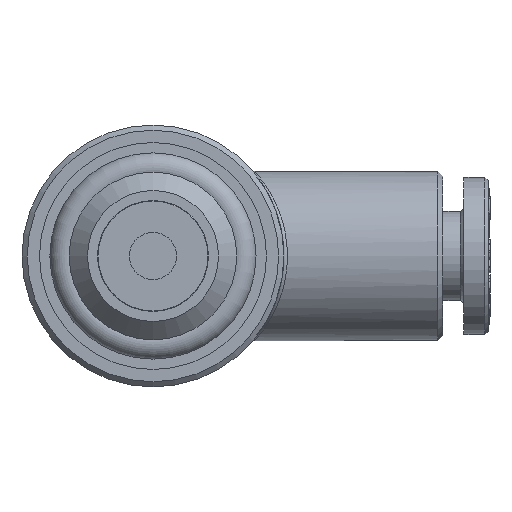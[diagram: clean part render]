
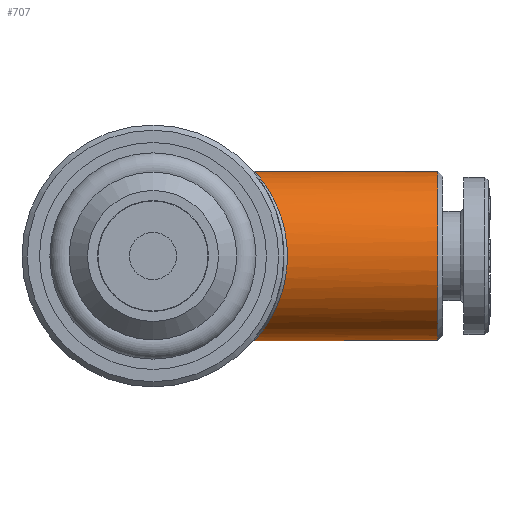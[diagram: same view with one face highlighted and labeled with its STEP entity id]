
A CAD part, front view. The second image highlights one B-rep face of the part: STEP entity #707.
In plain terms, the highlighted cylindrical face has radius 4.85 mm (diameter 9.7 mm), a full revolution.
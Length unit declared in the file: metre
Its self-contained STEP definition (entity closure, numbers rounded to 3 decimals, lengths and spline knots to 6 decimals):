
#707 = ADVANCED_FACE( 'NONE', ( #1482, #1483 ), #1484, .T. );
#1482 = FACE_OUTER_BOUND( '', #4201, .T. );
#1483 = FACE_OUTER_BOUND( '', #4202, .T. );
#1484 = CYLINDRICAL_SURFACE( '', #4203, 0.00485 );
#4201 = EDGE_LOOP( '', ( #6149 ) );
#4202 = EDGE_LOOP( '', ( #6150, #6151, #6152, #6153 ) );
#4203 = AXIS2_PLACEMENT_3D( '', #6154, #6155, #6156 );
#6149 = ORIENTED_EDGE( '', *, *, #6720, .T. );
#6150 = ORIENTED_EDGE( '', *, *, #6994, .T. );
#6151 = ORIENTED_EDGE( '', *, *, #6993, .T. );
#6152 = ORIENTED_EDGE( '', *, *, #6674, .T. );
#6153 = ORIENTED_EDGE( '', *, *, #6673, .T. );
#6154 = CARTESIAN_POINT( '', ( -0.005577, 0.0154, 0. ) );
#6155 = DIRECTION( '', ( -1., 0., 0. ) );
#6156 = DIRECTION( '', ( 0., 0., 1. ) );
#6673 = EDGE_CURVE( 'NONE', #7610, #7608, #7611, .T. );
#6674 = EDGE_CURVE( 'NONE', #7604, #7610, #7612, .T. );
#6720 = EDGE_CURVE( 'NONE', #7688, #7688, #7689, .T. );
#6993 = EDGE_CURVE( 'NONE', #8119, #7604, #8120, .T. );
#6994 = EDGE_CURVE( 'NONE', #7608, #8119, #8121, .T. );
#7604 = VERTEX_POINT( 'NONE', #9365 );
#7608 = VERTEX_POINT( 'NONE', #9395 );
#7610 = VERTEX_POINT( 'NONE', #9397 );
#7611 = B_SPLINE_CURVE_WITH_KNOTS( '', 3, ( #9398, #9399, #9400, #9401, #9402, #9403, #9404, #9405, #9406, #9407, #9408, #9409, #9410, #9411, #9412, #9413, #9414, #9415, #9416, #9417, #9418, #9419, #9420, #9421, #9422, #9423, #9424, #9425, #9426, #9427, #9428, #9429 ), .UNSPECIFIED., .F., .F., ( 4, 1, 1, 1, 1, 1, 1, 1, 1, 1, 1, 1, 1, 1, 1, 1, 1, 1, 1, 1, 1, 1, 1, 1, 1, 1, 1, 1, 1, 4 ), ( 0., 0.012858, 0.025523, 0.038008, 0.050327, 0.062493, 0.092463, 0.124995, 0.153698, 0.187496, 0.203479, 0.249983, 0.312485, 0.374987, 0.439289, 0.499986, 0.560796, 0.624982, 0.687482, 0.749983, 0.781224, 0.812485, 0.844076, 0.87499, 0.907614, 0.937492, 0.953292, 0.968751, 0.982414, 1. ), .UNSPECIFIED. );
#7612 = B_SPLINE_CURVE_WITH_KNOTS( '', 3, ( #9430, #9431, #9432, #9433, #9434 ), .UNSPECIFIED., .F., .F., ( 4, 1, 4 ), ( 0.000138, 0.000169, 0.000199 ), .UNSPECIFIED. );
#7688 = VERTEX_POINT( '', #9669 );
#7689 = CIRCLE( '', #9670, 0.00485 );
#8119 = VERTEX_POINT( 'NONE', #11522 );
#8120 = B_SPLINE_CURVE_WITH_KNOTS( '', 3, ( #11523, #11524, #11525, #11526, #11527, #11528, #11529, #11530, #11531, #11532, #11533, #11534, #11535, #11536, #11537, #11538, #11539, #11540, #11541, #11542, #11543, #11544, #11545, #11546, #11547, #11548, #11549, #11550, #11551, #11552, #11553, #11554 ), .UNSPECIFIED., .F., .F., ( 4, 1, 1, 1, 1, 1, 1, 1, 1, 1, 1, 1, 1, 1, 1, 1, 1, 1, 1, 1, 1, 1, 1, 1, 1, 1, 1, 1, 1, 4 ), ( 0., 0.012665, 0.024565, 0.035712, 0.048989, 0.062498, 0.092469, 0.125, 0.153698, 0.187501, 0.203269, 0.249987, 0.312489, 0.374991, 0.439284, 0.499989, 0.560785, 0.624984, 0.687484, 0.749985, 0.781227, 0.812486, 0.844074, 0.87499, 0.907606, 0.937492, 0.953291, 0.968751, 0.982411, 1. ), .UNSPECIFIED. );
#8121 = B_SPLINE_CURVE_WITH_KNOTS( '', 3, ( #11555, #11556, #11557, #11558, #11559 ), .UNSPECIFIED., .F., .F., ( 4, 1, 4 ), ( 0.016117, 0.016154, 0.016191 ), .UNSPECIFIED. );
#9365 = CARTESIAN_POINT( '', ( 0.005813, 0.01534, -0.00485 ) );
#9395 = CARTESIAN_POINT( '', ( 0.005813, 0.015474, 0.004849 ) );
#9397 = CARTESIAN_POINT( '', ( 0.005813, 0.0154, -0.00485 ) );
#9398 = CARTESIAN_POINT( '', ( 0.005813, 0.0154, -0.00485 ) );
#9399 = CARTESIAN_POINT( '', ( 0.005814, 0.015467, -0.004849 ) );
#9400 = CARTESIAN_POINT( '', ( 0.005817, 0.015601, -0.004848 ) );
#9401 = CARTESIAN_POINT( '', ( 0.005828, 0.015799, -0.004835 ) );
#9402 = CARTESIAN_POINT( '', ( 0.005845, 0.015994, -0.004815 ) );
#9403 = CARTESIAN_POINT( '', ( 0.005869, 0.016184, -0.004787 ) );
#9404 = CARTESIAN_POINT( '', ( 0.005913, 0.016461, -0.004736 ) );
#9405 = CARTESIAN_POINT( '', ( 0.005995, 0.016832, -0.004642 ) );
#9406 = CARTESIAN_POINT( '', ( 0.006124, 0.017266, -0.004485 ) );
#9407 = CARTESIAN_POINT( '', ( 0.006281, 0.017693, -0.004282 ) );
#9408 = CARTESIAN_POINT( '', ( 0.00642, 0.018025, -0.004084 ) );
#9409 = CARTESIAN_POINT( '', ( 0.006603, 0.01841, -0.003813 ) );
#9410 = CARTESIAN_POINT( '', ( 0.006839, 0.018875, -0.003415 ) );
#9411 = CARTESIAN_POINT( '', ( 0.007158, 0.019418, -0.002768 ) );
#9412 = CARTESIAN_POINT( '', ( 0.007453, 0.019882, -0.001935 ) );
#9413 = CARTESIAN_POINT( '', ( 0.007649, 0.020177, -0.00101 ) );
#9414 = CARTESIAN_POINT( '', ( 0.007722, 0.020282, -0.000037 ) );
#9415 = CARTESIAN_POINT( '', ( 0.007659, 0.020192, 0.000939 ) );
#9416 = CARTESIAN_POINT( '', ( 0.007471, 0.01991, 0.00187 ) );
#9417 = CARTESIAN_POINT( '', ( 0.007182, 0.019458, 0.00271 ) );
#9418 = CARTESIAN_POINT( '', ( 0.006894, 0.01897, 0.003307 ) );
#9419 = CARTESIAN_POINT( '', ( 0.006659, 0.018521, 0.003722 ) );
#9420 = CARTESIAN_POINT( '', ( 0.006479, 0.018156, 0.004 ) );
#9421 = CARTESIAN_POINT( '', ( 0.006307, 0.017765, 0.004243 ) );
#9422 = CARTESIAN_POINT( '', ( 0.006149, 0.017341, 0.004453 ) );
#9423 = CARTESIAN_POINT( '', ( 0.006013, 0.0169, 0.00462 ) );
#9424 = CARTESIAN_POINT( '', ( 0.005923, 0.016513, 0.004725 ) );
#9425 = CARTESIAN_POINT( '', ( 0.005871, 0.016203, 0.004785 ) );
#9426 = CARTESIAN_POINT( '', ( 0.005841, 0.015972, 0.004818 ) );
#9427 = CARTESIAN_POINT( '', ( 0.005822, 0.015729, 0.004841 ) );
#9428 = CARTESIAN_POINT( '', ( 0.005817, 0.015566, 0.004847 ) );
#9429 = CARTESIAN_POINT( '', ( 0.005813, 0.015474, 0.004849 ) );
#9430 = CARTESIAN_POINT( '', ( 0.005813, 0.01534, -0.00485 ) );
#9431 = CARTESIAN_POINT( '', ( 0.005813, 0.01535, -0.00485 ) );
#9432 = CARTESIAN_POINT( '', ( 0.005813, 0.01537, -0.00485 ) );
#9433 = CARTESIAN_POINT( '', ( 0.005813, 0.01539, -0.00485 ) );
#9434 = CARTESIAN_POINT( '', ( 0.005813, 0.0154, -0.00485 ) );
#9669 = CARTESIAN_POINT( '', ( 0.0163, 0.0154, 0.00485 ) );
#9670 = AXIS2_PLACEMENT_3D( '', #12412, #12413, #12414 );
#11522 = CARTESIAN_POINT( '', ( 0.005813, 0.0154, 0.00485 ) );
#11523 = CARTESIAN_POINT( '', ( 0.005813, 0.0154, 0.00485 ) );
#11524 = CARTESIAN_POINT( '', ( 0.005814, 0.015334, 0.004849 ) );
#11525 = CARTESIAN_POINT( '', ( 0.005816, 0.015205, 0.004848 ) );
#11526 = CARTESIAN_POINT( '', ( 0.005826, 0.015018, 0.004836 ) );
#11527 = CARTESIAN_POINT( '', ( 0.005842, 0.014829, 0.004818 ) );
#11528 = CARTESIAN_POINT( '', ( 0.005866, 0.014634, 0.004791 ) );
#11529 = CARTESIAN_POINT( '', ( 0.005912, 0.014345, 0.004738 ) );
#11530 = CARTESIAN_POINT( '', ( 0.005996, 0.013966, 0.004642 ) );
#11531 = CARTESIAN_POINT( '', ( 0.006124, 0.013533, 0.004484 ) );
#11532 = CARTESIAN_POINT( '', ( 0.006281, 0.013105, 0.004281 ) );
#11533 = CARTESIAN_POINT( '', ( 0.006421, 0.012774, 0.004083 ) );
#11534 = CARTESIAN_POINT( '', ( 0.006604, 0.012389, 0.003812 ) );
#11535 = CARTESIAN_POINT( '', ( 0.00684, 0.011923, 0.003414 ) );
#11536 = CARTESIAN_POINT( '', ( 0.007159, 0.011379, 0.002765 ) );
#11537 = CARTESIAN_POINT( '', ( 0.007454, 0.010916, 0.001931 ) );
#11538 = CARTESIAN_POINT( '', ( 0.00765, 0.010621, 0.001005 ) );
#11539 = CARTESIAN_POINT( '', ( 0.007722, 0.010518, 0.00003 ) );
#11540 = CARTESIAN_POINT( '', ( 0.007658, 0.010609, -0.000946 ) );
#11541 = CARTESIAN_POINT( '', ( 0.007469, 0.010893, -0.001877 ) );
#11542 = CARTESIAN_POINT( '', ( 0.007179, 0.011347, -0.002717 ) );
#11543 = CARTESIAN_POINT( '', ( 0.006891, 0.011836, -0.003314 ) );
#11544 = CARTESIAN_POINT( '', ( 0.006655, 0.012286, -0.003728 ) );
#11545 = CARTESIAN_POINT( '', ( 0.006475, 0.012653, -0.004006 ) );
#11546 = CARTESIAN_POINT( '', ( 0.006303, 0.013045, -0.004248 ) );
#11547 = CARTESIAN_POINT( '', ( 0.006146, 0.01347, -0.004458 ) );
#11548 = CARTESIAN_POINT( '', ( 0.00601, 0.013911, -0.004624 ) );
#11549 = CARTESIAN_POINT( '', ( 0.005921, 0.014299, -0.004728 ) );
#11550 = CARTESIAN_POINT( '', ( 0.005869, 0.014609, -0.004787 ) );
#11551 = CARTESIAN_POINT( '', ( 0.00584, 0.014841, -0.004819 ) );
#11552 = CARTESIAN_POINT( '', ( 0.005822, 0.015084, -0.004842 ) );
#11553 = CARTESIAN_POINT( '', ( 0.005816, 0.015248, -0.004847 ) );
#11554 = CARTESIAN_POINT( '', ( 0.005813, 0.01534, -0.00485 ) );
#11555 = CARTESIAN_POINT( '', ( 0.005813, 0.015474, 0.004849 ) );
#11556 = CARTESIAN_POINT( '', ( 0.005813, 0.015461, 0.00485 ) );
#11557 = CARTESIAN_POINT( '', ( 0.005813, 0.015437, 0.00485 ) );
#11558 = CARTESIAN_POINT( '', ( 0.005813, 0.015412, 0.00485 ) );
#11559 = CARTESIAN_POINT( '', ( 0.005813, 0.0154, 0.00485 ) );
#12412 = CARTESIAN_POINT( '', ( 0.0163, 0.0154, 0. ) );
#12413 = DIRECTION( '', ( -1., 0., 0. ) );
#12414 = DIRECTION( '', ( 0., 0., 1. ) );
